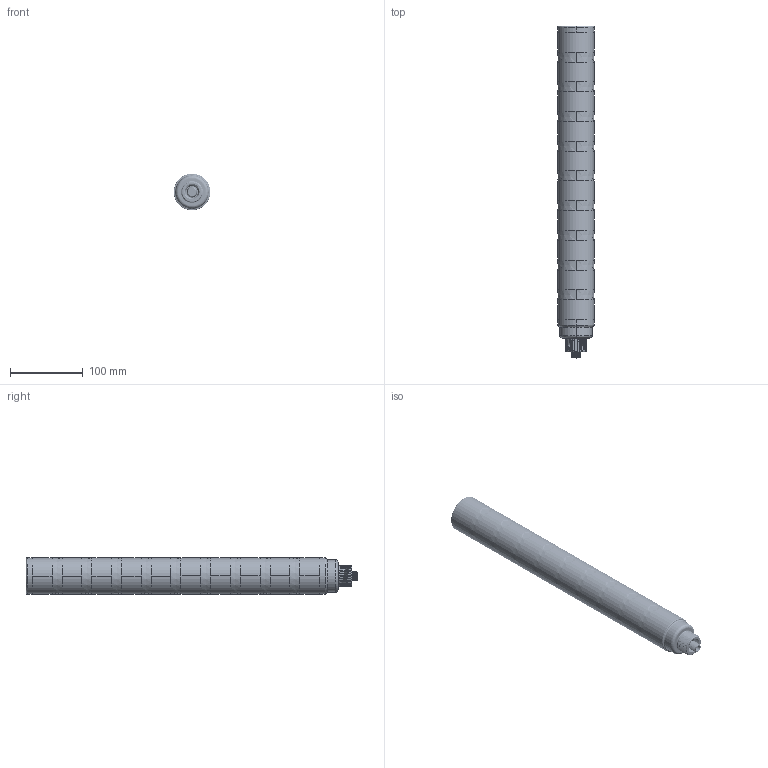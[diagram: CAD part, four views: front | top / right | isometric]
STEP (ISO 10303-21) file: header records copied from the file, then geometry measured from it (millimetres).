
FILE_DESCRIPTION((''),'2;1');
FILE_NAME('205823_ASM','2018-04-27T',('pdmadmin'),('BANNER ENGINEERING'),'CREO PARAMETRIC BY PTC INC, 2016260','CREO PARAMETRIC BY PTC INC, 2016260','');
FILE_SCHEMA(('CONFIG_CONTROL_DESIGN'));
Products named in the file (7): 140410; 141960; 188201; 140427_WEB_MODEL; 140412; 140411; 205823_ASM
Assembly tree (23 placements, depth 2):
  205823_ASM
    140410
    141960
    188201
    140427_WEB_MODEL  x10
    140412  x9
    140411
Bounding box: 50 x 454.75 x 50 mm (x, y, z)
Volume: 249207.3 mm3; surface area: 256976.9 mm2
Topology: 23 solids, 23 shells, 3239 faces, 8576 edges, 5589 vertices
Faces by surface type: plane 1802, cylinder 811, cone 338, bspline 218, torus 70
Entity records: 58107 total; most frequent: CARTESIAN_POINT 39141, ORIENTED_EDGE 4136, DIRECTION 3583, EDGE_CURVE 2068, VERTEX_POINT 1333, AXIS2_PLACEMENT_3D 1311, VECTOR 961, LINE 961
